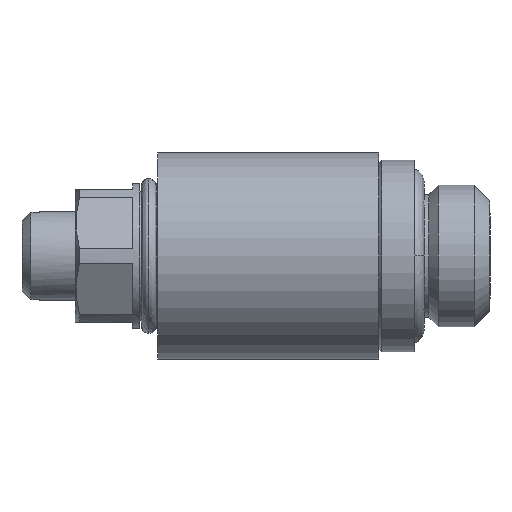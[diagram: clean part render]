
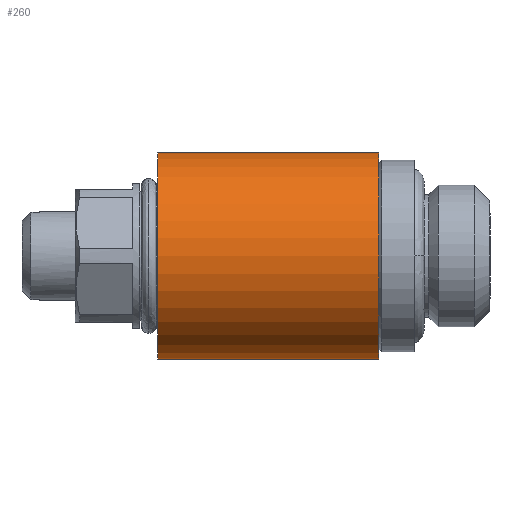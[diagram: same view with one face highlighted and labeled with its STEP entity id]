
A CAD part, left-side view. The second image highlights one B-rep face of the part: STEP entity #260.
In plain terms, the highlighted cylindrical face has radius 7 mm (diameter 14 mm), a full revolution.
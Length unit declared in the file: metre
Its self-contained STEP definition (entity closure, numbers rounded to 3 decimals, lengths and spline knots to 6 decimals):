
#260 = ADVANCED_FACE( 'NONE', ( #549, #550, #551 ), #552, .T. );
#549 = FACE_OUTER_BOUND( '', #1041, .T. );
#550 = FACE_OUTER_BOUND( '', #1042, .T. );
#551 = FACE_BOUND( '', #1043, .T. );
#552 = CYLINDRICAL_SURFACE( '', #1044, 0.007 );
#1041 = EDGE_LOOP( '', ( #1780 ) );
#1042 = EDGE_LOOP( '', ( #1781 ) );
#1043 = EDGE_LOOP( '', ( #1782, #1783 ) );
#1044 = AXIS2_PLACEMENT_3D( '', #1784, #1785, #1786 );
#1780 = ORIENTED_EDGE( '', *, *, #2199, .T. );
#1781 = ORIENTED_EDGE( '', *, *, #2200, .T. );
#1782 = ORIENTED_EDGE( '', *, *, #2157, .T. );
#1783 = ORIENTED_EDGE( '', *, *, #2201, .T. );
#1784 = CARTESIAN_POINT( '', ( 0., 0.030486, 0. ) );
#1785 = DIRECTION( '', ( 0., 1., 0. ) );
#1786 = DIRECTION( '', ( 0., 0., 1. ) );
#2157 = EDGE_CURVE( 'NONE', #2480, #2478, #2481, .T. );
#2199 = EDGE_CURVE( 'NONE', #2541, #2541, #2542, .T. );
#2200 = EDGE_CURVE( 'NONE', #2543, #2543, #2544, .T. );
#2201 = EDGE_CURVE( 'NONE', #2478, #2480, #2545, .T. );
#2478 = VERTEX_POINT( 'NONE', #3203 );
#2480 = VERTEX_POINT( 'NONE', #3205 );
#2481 = B_SPLINE_CURVE_WITH_KNOTS( '', 3, ( #3206, #3207, #3208, #3209, #3210, #3211, #3212, #3213, #3214, #3215, #3216, #3217, #3218, #3219, #3220, #3221, #3222, #3223, #3224, #3225, #3226, #3227, #3228, #3229, #3230, #3231, #3232 ), .UNSPECIFIED., .F., .F., ( 4, 1, 1, 1, 1, 1, 1, 1, 1, 1, 1, 1, 1, 1, 1, 1, 1, 1, 1, 1, 1, 1, 1, 1, 4 ), ( 0., 0.013048, 0.025797, 0.038269, 0.05049, 0.062487, 0.093218, 0.124965, 0.186479, 0.249972, 0.313463, 0.374978, 0.438393, 0.499983, 0.561569, 0.624987, 0.68647, 0.749995, 0.813458, 0.875001, 0.906776, 0.937493, 0.953456, 0.968757, 1. ), .UNSPECIFIED. );
#2541 = VERTEX_POINT( '', #3319 );
#2542 = CIRCLE( '', #3320, 0.007 );
#2543 = VERTEX_POINT( '', #3321 );
#2544 = CIRCLE( '', #3322, 0.007 );
#2545 = B_SPLINE_CURVE_WITH_KNOTS( '', 3, ( #3323, #3324, #3325, #3326, #3327, #3328, #3329, #3330, #3331, #3332, #3333, #3334, #3335, #3336, #3337, #3338, #3339, #3340, #3341, #3342, #3343, #3344, #3345, #3346, #3347, #3348, #3349 ), .UNSPECIFIED., .F., .F., ( 4, 1, 1, 1, 1, 1, 1, 1, 1, 1, 1, 1, 1, 1, 1, 1, 1, 1, 1, 1, 1, 1, 1, 1, 4 ), ( 0., 0.013049, 0.025798, 0.03827, 0.050491, 0.062486, 0.093217, 0.124965, 0.186472, 0.249972, 0.313469, 0.374979, 0.4384, 0.499984, 0.561571, 0.624988, 0.686483, 0.749995, 0.813478, 0.875002, 0.906777, 0.937493, 0.953452, 0.968758, 1. ), .UNSPECIFIED. );
#3203 = CARTESIAN_POINT( '', ( 0.005218, 0.016915, -0.004667 ) );
#3205 = CARTESIAN_POINT( '', ( 0.005217, 0.016897, 0.004667 ) );
#3206 = CARTESIAN_POINT( '', ( 0.005217, 0.016897, 0.004667 ) );
#3207 = CARTESIAN_POINT( '', ( 0.005219, 0.016965, 0.004665 ) );
#3208 = CARTESIAN_POINT( '', ( 0.005221, 0.0171, 0.004663 ) );
#3209 = CARTESIAN_POINT( '', ( 0.005231, 0.017299, 0.004651 ) );
#3210 = CARTESIAN_POINT( '', ( 0.005247, 0.017493, 0.004634 ) );
#3211 = CARTESIAN_POINT( '', ( 0.005267, 0.017682, 0.00461 ) );
#3212 = CARTESIAN_POINT( '', ( 0.005307, 0.017962, 0.004564 ) );
#3213 = CARTESIAN_POINT( '', ( 0.005381, 0.018335, 0.004478 ) );
#3214 = CARTESIAN_POINT( '', ( 0.005541, 0.018931, 0.004282 ) );
#3215 = CARTESIAN_POINT( '', ( 0.005795, 0.019637, 0.003941 ) );
#3216 = CARTESIAN_POINT( '', ( 0.006139, 0.020381, 0.003389 ) );
#3217 = CARTESIAN_POINT( '', ( 0.006473, 0.021015, 0.002706 ) );
#3218 = CARTESIAN_POINT( '', ( 0.006759, 0.021505, 0.001895 ) );
#3219 = CARTESIAN_POINT( '', ( 0.006953, 0.021825, 0.000986 ) );
#3220 = CARTESIAN_POINT( '', ( 0.007023, 0.021936, 0.000009 ) );
#3221 = CARTESIAN_POINT( '', ( 0.006955, 0.021829, -0.000967 ) );
#3222 = CARTESIAN_POINT( '', ( 0.006763, 0.021513, -0.001878 ) );
#3223 = CARTESIAN_POINT( '', ( 0.006479, 0.021026, -0.002692 ) );
#3224 = CARTESIAN_POINT( '', ( 0.006146, 0.020394, -0.003377 ) );
#3225 = CARTESIAN_POINT( '', ( 0.005801, 0.019652, -0.003932 ) );
#3226 = CARTESIAN_POINT( '', ( 0.005546, 0.018948, -0.004275 ) );
#3227 = CARTESIAN_POINT( '', ( 0.005385, 0.018352, -0.004473 ) );
#3228 = CARTESIAN_POINT( '', ( 0.005307, 0.01796, -0.004565 ) );
#3229 = CARTESIAN_POINT( '', ( 0.005262, 0.017644, -0.004617 ) );
#3230 = CARTESIAN_POINT( '', ( 0.005227, 0.017321, -0.004656 ) );
#3231 = CARTESIAN_POINT( '', ( 0.005221, 0.017078, -0.004662 ) );
#3232 = CARTESIAN_POINT( '', ( 0.005218, 0.016915, -0.004667 ) );
#3319 = CARTESIAN_POINT( '', ( 0., 0.0079, 0.007 ) );
#3320 = AXIS2_PLACEMENT_3D( '', #3633, #3634, #3635 );
#3321 = CARTESIAN_POINT( '', ( 0., 0.0229, 0.007 ) );
#3322 = AXIS2_PLACEMENT_3D( '', #3636, #3637, #3638 );
#3323 = CARTESIAN_POINT( '', ( 0.005218, 0.016915, -0.004667 ) );
#3324 = CARTESIAN_POINT( '', ( 0.005219, 0.016847, -0.004666 ) );
#3325 = CARTESIAN_POINT( '', ( 0.00522, 0.016712, -0.004663 ) );
#3326 = CARTESIAN_POINT( '', ( 0.00523, 0.016512, -0.004652 ) );
#3327 = CARTESIAN_POINT( '', ( 0.005245, 0.016318, -0.004635 ) );
#3328 = CARTESIAN_POINT( '', ( 0.005266, 0.016129, -0.004612 ) );
#3329 = CARTESIAN_POINT( '', ( 0.005306, 0.015848, -0.004566 ) );
#3330 = CARTESIAN_POINT( '', ( 0.005379, 0.015474, -0.004481 ) );
#3331 = CARTESIAN_POINT( '', ( 0.005538, 0.014876, -0.004285 ) );
#3332 = CARTESIAN_POINT( '', ( 0.005792, 0.014169, -0.003945 ) );
#3333 = CARTESIAN_POINT( '', ( 0.006137, 0.013423, -0.003393 ) );
#3334 = CARTESIAN_POINT( '', ( 0.006471, 0.012788, -0.00271 ) );
#3335 = CARTESIAN_POINT( '', ( 0.006758, 0.012296, -0.001898 ) );
#3336 = CARTESIAN_POINT( '', ( 0.006952, 0.011975, -0.000987 ) );
#3337 = CARTESIAN_POINT( '', ( 0.007023, 0.011864, -0.000009 ) );
#3338 = CARTESIAN_POINT( '', ( 0.006955, 0.011971, 0.000969 ) );
#3339 = CARTESIAN_POINT( '', ( 0.006763, 0.012288, 0.001881 ) );
#3340 = CARTESIAN_POINT( '', ( 0.006477, 0.012777, 0.002695 ) );
#3341 = CARTESIAN_POINT( '', ( 0.006143, 0.01341, 0.003381 ) );
#3342 = CARTESIAN_POINT( '', ( 0.005798, 0.014154, 0.003936 ) );
#3343 = CARTESIAN_POINT( '', ( 0.005544, 0.01486, 0.004278 ) );
#3344 = CARTESIAN_POINT( '', ( 0.005383, 0.015457, 0.004476 ) );
#3345 = CARTESIAN_POINT( '', ( 0.005305, 0.01585, 0.004567 ) );
#3346 = CARTESIAN_POINT( '', ( 0.00526, 0.016167, 0.004618 ) );
#3347 = CARTESIAN_POINT( '', ( 0.005227, 0.01649, 0.004657 ) );
#3348 = CARTESIAN_POINT( '', ( 0.005221, 0.016733, 0.004663 ) );
#3349 = CARTESIAN_POINT( '', ( 0.005217, 0.016897, 0.004667 ) );
#3633 = CARTESIAN_POINT( '', ( 0., 0.0079, 0. ) );
#3634 = DIRECTION( '', ( 0., 1., 0. ) );
#3635 = DIRECTION( '', ( 0., 0., 1. ) );
#3636 = CARTESIAN_POINT( '', ( 0., 0.0229, 0. ) );
#3637 = DIRECTION( '', ( 0., -1., 0. ) );
#3638 = DIRECTION( '', ( 0., 0., 1. ) );
